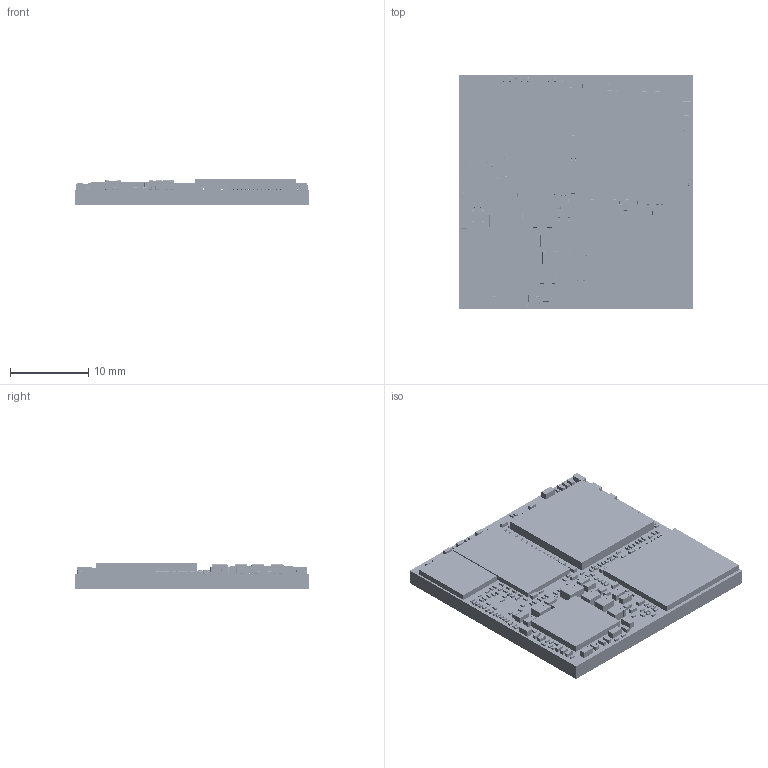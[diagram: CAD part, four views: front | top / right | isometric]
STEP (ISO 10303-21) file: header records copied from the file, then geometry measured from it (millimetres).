
FILE_DESCRIPTION(('Open CASCADE Model'),'2;1');
FILE_NAME('Open CASCADE Shape Model','2022-09-09T09:11:40',('Author'),( 'Open CASCADE'),'Open CASCADE STEP processor 6.8','Open CASCADE 6.8' ,'Unknown');
FILE_SCHEMA(('AUTOMOTIVE_DESIGN { 1 0 10303 214 1 1 1 1 }'));
Length unit declared in the file: millimetre
Products named in the file (250): PCB; Board; Open CASCADE STEP translator 6.8 1.1.1; U6; W25Q64BVZEIG; R33; rsmd-0201_l0-6_w0-3_h0-25; R81; R89; R88; R87; R86; R43; R46; C126; 0402_cap; C73; csmd-0201_l0-6_w0-3_h0-3; R64; R85; R84; R77; R76; R39; R24; R19; R15; R14; C105; C98; C92; R75; C137; L1; DFE252012F-1R0M%3DP2; R9; C115; R23; C91; R32 ...
Assembly tree (467 placements, depth 4):
  PCB
    Board
      Open CASCADE STEP translator 6.8 1.1.1
    U6
      W25Q64BVZEIG
    R33
      rsmd-0201_l0-6_w0-3_h0-25
    R81
      rsmd-0201_l0-6_w0-3_h0-25
    R89
      rsmd-0201_l0-6_w0-3_h0-25
    R88
      rsmd-0201_l0-6_w0-3_h0-25
    R87
      rsmd-0201_l0-6_w0-3_h0-25
    R86
      rsmd-0201_l0-6_w0-3_h0-25
    R43
      rsmd-0201_l0-6_w0-3_h0-25
    R46
      rsmd-0201_l0-6_w0-3_h0-25
    C126
      0402_cap
    C73
      csmd-0201_l0-6_w0-3_h0-3
    R64
      rsmd-0201_l0-6_w0-3_h0-25
    R85
      rsmd-0201_l0-6_w0-3_h0-25
    R84
      rsmd-0201_l0-6_w0-3_h0-25
    R77
      rsmd-0201_l0-6_w0-3_h0-25
    R76
      rsmd-0201_l0-6_w0-3_h0-25
    R39
      rsmd-0201_l0-6_w0-3_h0-25
    R24
      rsmd-0201_l0-6_w0-3_h0-25
    R19
      rsmd-0201_l0-6_w0-3_h0-25
    R15
      rsmd-0201_l0-6_w0-3_h0-25
    R14
      rsmd-0201_l0-6_w0-3_h0-25
    C105
      csmd-0201_l0-6_w0-3_h0-3
    C98
      csmd-0201_l0-6_w0-3_h0-3
    C92
      csmd-0201_l0-6_w0-3_h0-3
    R75
      rsmd-0201_l0-6_w0-3_h0-25
    C137
      csmd-0201_l0-6_w0-3_h0-3
    L1
      DFE252012F-1R0M%3DP2
    R9
      rsmd-0201_l0-6_w0-3_h0-25
    C115
Bounding box: 30 x 30 x 3.36 mm (x, y, z)
Volume: 2302.9 mm3; surface area: 3808.9 mm2
Topology: 409 solids, 409 shells, 42906 faces, 112540 edges, 70984 vertices
Faces by surface type: plane 31871, bspline 4592, cylinder 4351, sphere 2088, revolution 4
Full cylindrical faces by diameter (mm): 0.3 x153
Entity records: 45448 total; most frequent: CARTESIAN_POINT 9523, DIRECTION 6695, ORIENTED_EDGE 5226, EDGE_CURVE 2613, AXIS2_PLACEMENT_3D 2424, LINE 1843, VECTOR 1843, VERTEX_POINT 1654
